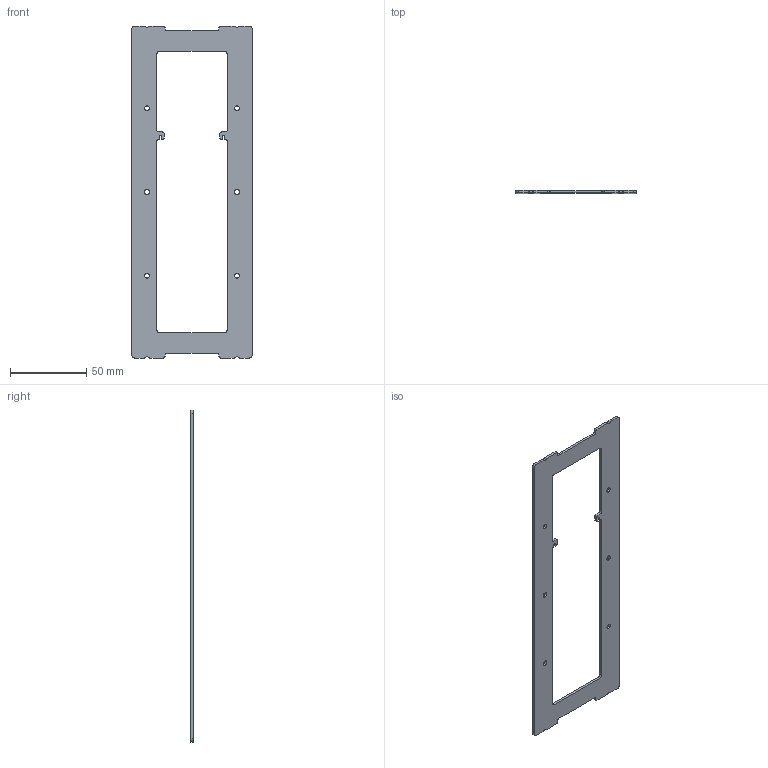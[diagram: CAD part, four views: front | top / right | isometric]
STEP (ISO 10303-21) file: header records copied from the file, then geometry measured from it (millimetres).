
FILE_DESCRIPTION(/* description */ (''),/* implementation_level */ '2;1');
FILE_NAME(/* name */ 'bac Magnetorquer 2U v27.step',/* time_stamp */ '2024-09-25T09:56:01+02:00',/* author */ (''),/* organization */ (''),/* preprocessor_version */ 'ST-DEVELOPER v20',/* originating_system */ 'Autodesk Translation Framework v13.20.0.188',/* authorisation */ '');
FILE_SCHEMA (('AUTOMOTIVE_DESIGN { 1 0 10303 214 3 1 1 }'));
Length unit declared in the file: millimetre
Products named in the file (2): bac Magnetorquer 2U; Magnetorquer 2U
Assembly tree (1 placements, depth 2):
  bac Magnetorquer 2U
    Magnetorquer 2U
Bounding box: 79.2 x 1.6 x 218.4 mm (x, y, z)
Volume: 13592.5 mm3; surface area: 18826.1 mm2
Topology: 1 solids, 1 shells, 84 faces, 246 edges, 164 vertices
Faces by surface type: cylinder 46, plane 38
Full cylindrical faces by diameter (mm): 3.2 x6
Entity records: 2910 total; most frequent: DIRECTION 512, CARTESIAN_POINT 497, ORIENTED_EDGE 492, EDGE_CURVE 246, AXIS2_PLACEMENT_3D 179, VERTEX_POINT 164, LINE 154, VECTOR 154
